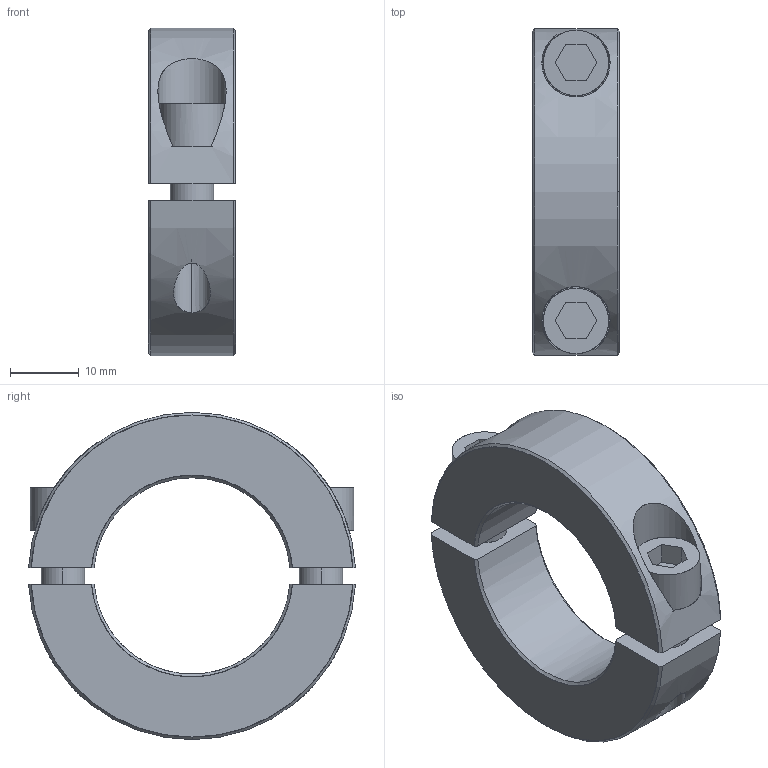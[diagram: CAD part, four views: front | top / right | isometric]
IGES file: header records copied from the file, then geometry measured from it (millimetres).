
Start section: SolidWorks IGES file using analytic representation for surfaces
Global section: file name: B0026HEKG0.3D.IGS; native system: SolidWorks 2008; preprocessor: SolidWorks 2008; author: AE11; date: 121229.082819; units: millimetre
Bounding box: 12.7 x 47.57 x 47.62 mm (x, y, z)
Surface area: 6547.5 mm2 (no closed solid volume)
Topology: 0 solids, 0 shells, 72 faces, 1261 edges, 1261 vertices
Faces by surface type: revolution 37, bspline 35
